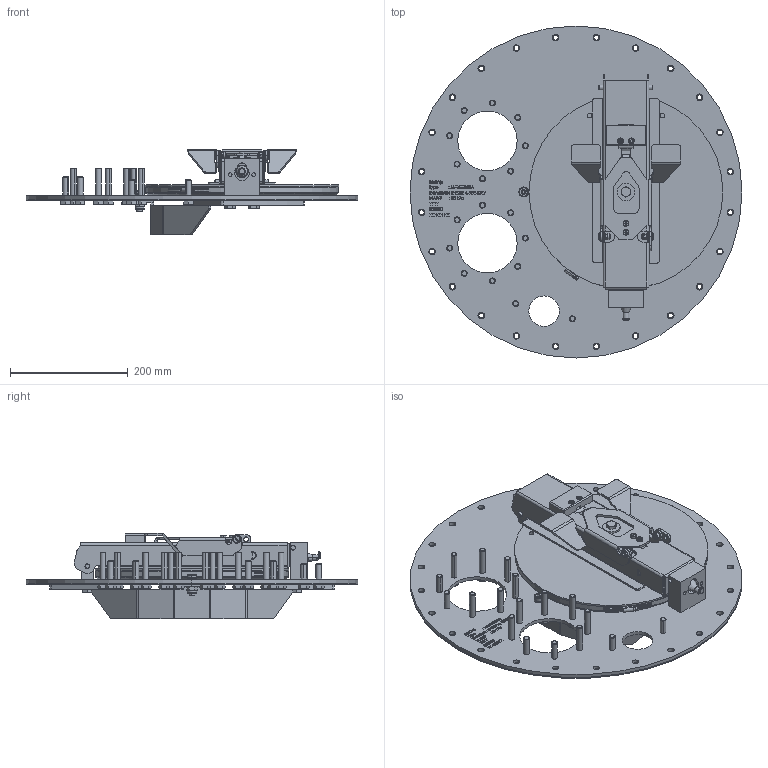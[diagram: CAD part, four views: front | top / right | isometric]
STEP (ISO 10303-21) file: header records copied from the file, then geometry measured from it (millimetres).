
FILE_DESCRIPTION (( 'STEP AP214' ), '1' );
FILE_NAME ('MANLID20A_P8000010003.STEP', '2015-09-08T09:24:42', ( 'Admin1' ), ( '' ), 'SwSTEP 2.0', 'SolidWorks 2014', '' );
FILE_SCHEMA (( 'AUTOMOTIVE_DESIGN' ));
Length unit declared in the file: millimetre
Products named in the file (1): MANLID20A_P8000010003
Bounding box: 565 x 565 x 144.91 mm (x, y, z)
Surface area: 968587.8 mm2 (no closed solid volume)
Topology: 0 solids, 161 shells, 1239 faces, 4694 edges, 3515 vertices
Faces by surface type: plane 582, cylinder 385, cone 199, bspline 49, torus 23, sphere 1
Entity records: 79462 total; most frequent: CARTESIAN_POINT 27531, DIRECTION 7662, ORIENTED_EDGE 6833, EDGE_CURVE 4694, VERTEX_POINT 3515, AXIS2_PLACEMENT_3D 2600, LINE 2462, VECTOR 2462
